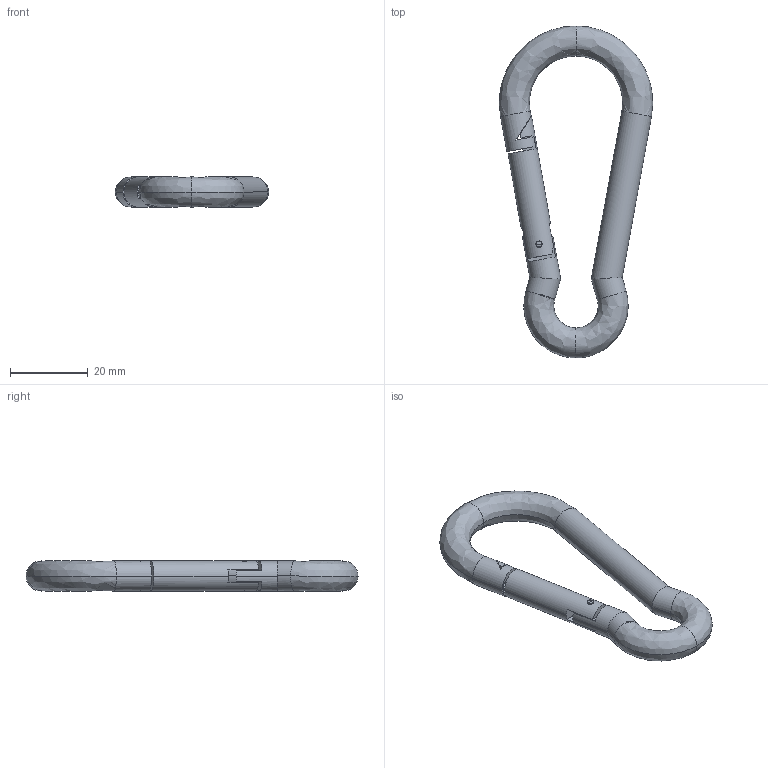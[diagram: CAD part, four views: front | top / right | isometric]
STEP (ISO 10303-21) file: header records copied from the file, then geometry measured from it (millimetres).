
FILE_DESCRIPTION (( 'STEP AP203' ), '1' );
FILE_NAME ('405901310_c_1.STEP', '2022-09-29T15:27:20', ( '' ), ( '' ), 'SwSTEP 2.0', 'SolidWorks 2014', '' );
FILE_SCHEMA (( 'CONFIG_CONTROL_DESIGN' ));
Length unit declared in the file: millimetre
Products named in the file (1): 405901310_c_1
Bounding box: 39.59 x 85.67 x 8.15 mm (x, y, z)
Surface area: 5089.5 mm2 (no closed solid volume)
Topology: 0 solids, 3 shells, 64 faces, 158 edges, 98 vertices
Faces by surface type: plane 27, cylinder 20, bspline 13, torus 4
Entity records: 2297 total; most frequent: CARTESIAN_POINT 795, ORIENTED_EDGE 306, DIRECTION 288, EDGE_CURVE 154, AXIS2_PLACEMENT_3D 112, VERTEX_POINT 98, EDGE_LOOP 71, ADVANCED_FACE 64
